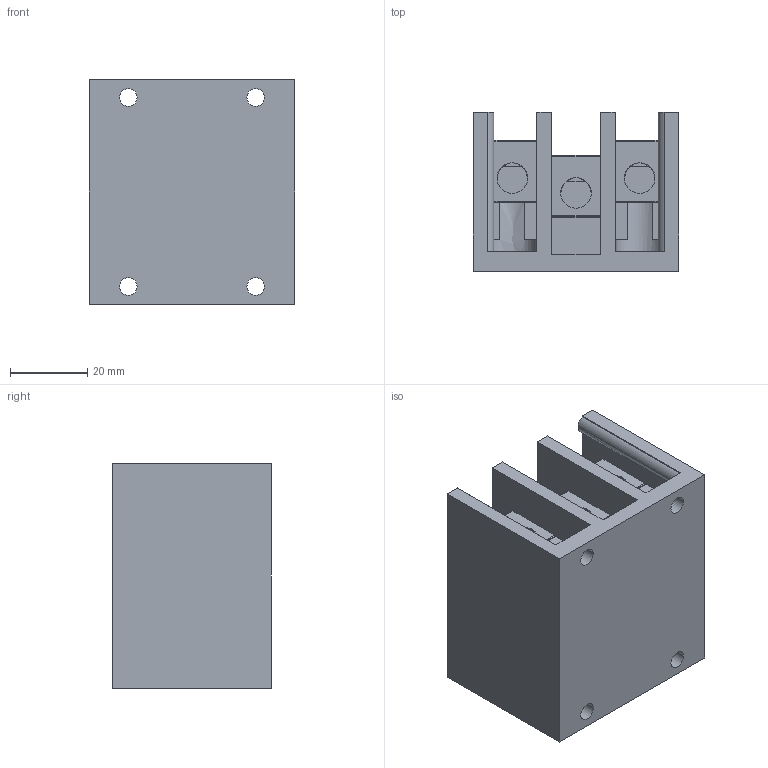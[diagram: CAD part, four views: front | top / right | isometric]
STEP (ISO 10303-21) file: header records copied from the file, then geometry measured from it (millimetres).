
FILE_DESCRIPTION((''),'2;1');
FILE_NAME('Power Block.stp','2004-02-09T21:48:42',('Administrator'),(''),'Autodesk Inventor (tm) 5.0','Autodesk Inventor (tm) 5.0','');
FILE_SCHEMA(('CONFIG_CONTROL_DESIGN'));
Length unit declared in the file: inch
Products named in the file (3): Power Block; Power Block - Base; Power Block - Terminal
Assembly tree (4 placements, depth 2):
  Power Block
    Power Block - Base
    Power Block - Terminal  x3
Bounding box: 53.34 x 41.15 x 58.17 mm (x, y, z)
Volume: 77409.7 mm3; surface area: 36250.3 mm2
Topology: 4 solids, 4 shells, 250 faces, 709 edges, 454 vertices
Faces by surface type: bspline 93, cylinder 76, plane 69, cone 12
Entity records: 5829 total; most frequent: CARTESIAN_POINT 1764, ORIENTED_EDGE 786, DIRECTION 722, EDGE_CURVE 393, VERTEX_POINT 260, AXIS2_PLACEMENT_3D 244, VECTOR 234, LINE 234
